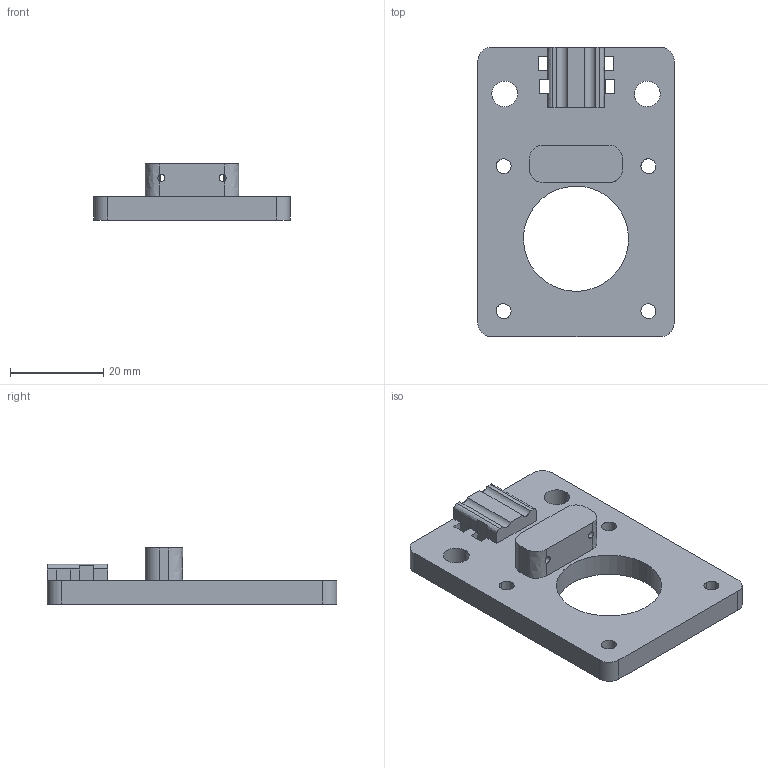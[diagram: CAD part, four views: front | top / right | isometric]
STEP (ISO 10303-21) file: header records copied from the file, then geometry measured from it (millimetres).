
FILE_DESCRIPTION(/* description */ (''),/* implementation_level */ '2;1');
FILE_NAME(/* name */ 'MotorMount',/* time_stamp */ '2020-10-16T14:01:14-07:00',/* author */ (''),/* organization */ (''),/* preprocessor_version */ 'ST-DEVELOPER v15',/* originating_system */ '',/* authorisation */ '');
FILE_SCHEMA (('AUTOMOTIVE_DESIGN'));
Length unit declared in the file: millimetre
Products named in the file (1): Document
Bounding box: 42 x 62 x 12 mm (x, y, z)
Volume: 11864.8 mm3; surface area: 6821.8 mm2
Topology: 1 solids, 1 shells, 78 faces, 230 edges, 150 vertices
Faces by surface type: bspline 63, plane 15
Entity records: 2602 total; most frequent: CARTESIAN_POINT 1372, ORIENTED_EDGE 460, EDGE_CURVE 230, VERTEX_POINT 150, EDGE_LOOP 100, ADVANCED_FACE 78, FACE_OUTER_BOUND 78, B_SPLINE_CURVE_WITH_KNOTS 42
